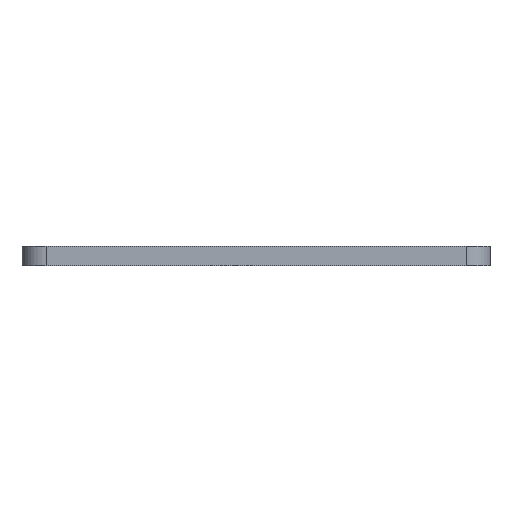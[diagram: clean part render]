
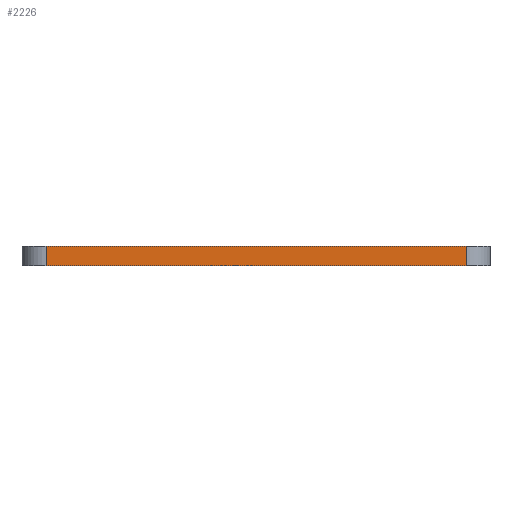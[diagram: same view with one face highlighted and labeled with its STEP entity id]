
A CAD part, front view. The second image highlights one B-rep face of the part: STEP entity #2226.
In plain terms, the highlighted planar face has unit normal (0, -1, 0).
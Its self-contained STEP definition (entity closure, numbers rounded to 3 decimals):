
#84 = PLANE('',#85);
#85 = AXIS2_PLACEMENT_3D('',#86,#87,#88);
#86 = CARTESIAN_POINT('',(120.,-95.,1.6));
#87 = DIRECTION('',(0.,0.,1.));
#88 = DIRECTION('',(1.,0.,-0.));
#139 = PLANE('',#140);
#140 = AXIS2_PLACEMENT_3D('',#141,#142,#143);
#141 = CARTESIAN_POINT('',(120.,-95.,0.));
#142 = DIRECTION('',(0.,0.,1.));
#143 = DIRECTION('',(1.,0.,-0.));
#535 = VERTEX_POINT('',#536);
#536 = CARTESIAN_POINT('',(102.5,-125.,0.));
#551 = CYLINDRICAL_SURFACE('',#552,2.);
#552 = AXIS2_PLACEMENT_3D('',#553,#554,#555);
#553 = CARTESIAN_POINT('',(102.5,-123.,0.));
#554 = DIRECTION('',(-0.,-0.,-1.));
#555 = DIRECTION('',(1.,0.,-0.));
#563 = EDGE_CURVE('',#535,#564,#566,.T.);
#564 = VERTEX_POINT('',#565);
#565 = CARTESIAN_POINT('',(137.5,-125.,0.));
#566 = SURFACE_CURVE('',#567,(#571,#578),.PCURVE_S1.);
#567 = LINE('',#568,#569);
#568 = CARTESIAN_POINT('',(102.5,-125.,0.));
#569 = VECTOR('',#570,1.);
#570 = DIRECTION('',(1.,0.,0.));
#571 = PCURVE('',#139,#572);
#572 = DEFINITIONAL_REPRESENTATION('',(#573),#577);
#573 = LINE('',#574,#575);
#574 = CARTESIAN_POINT('',(-17.5,-30.));
#575 = VECTOR('',#576,1.);
#576 = DIRECTION('',(1.,0.));
#577 = ( GEOMETRIC_REPRESENTATION_CONTEXT(2) 
PARAMETRIC_REPRESENTATION_CONTEXT() REPRESENTATION_CONTEXT('2D SPACE',''
  ) );
#578 = PCURVE('',#579,#584);
#579 = PLANE('',#580);
#580 = AXIS2_PLACEMENT_3D('',#581,#582,#583);
#581 = CARTESIAN_POINT('',(102.5,-125.,0.));
#582 = DIRECTION('',(0.,1.,0.));
#583 = DIRECTION('',(1.,0.,0.));
#584 = DEFINITIONAL_REPRESENTATION('',(#585),#589);
#585 = LINE('',#586,#587);
#586 = CARTESIAN_POINT('',(0.,0.));
#587 = VECTOR('',#588,1.);
#588 = DIRECTION('',(1.,0.));
#589 = ( GEOMETRIC_REPRESENTATION_CONTEXT(2) 
PARAMETRIC_REPRESENTATION_CONTEXT() REPRESENTATION_CONTEXT('2D SPACE',''
  ) );
#608 = CYLINDRICAL_SURFACE('',#609,2.);
#609 = AXIS2_PLACEMENT_3D('',#610,#611,#612);
#610 = CARTESIAN_POINT('',(137.5,-123.,0.));
#611 = DIRECTION('',(-0.,-0.,-1.));
#612 = DIRECTION('',(1.,0.,-0.));
#1455 = VERTEX_POINT('',#1456);
#1456 = CARTESIAN_POINT('',(102.5,-125.,1.6));
#1478 = EDGE_CURVE('',#1455,#1479,#1481,.T.);
#1479 = VERTEX_POINT('',#1480);
#1480 = CARTESIAN_POINT('',(137.5,-125.,1.6));
#1481 = SURFACE_CURVE('',#1482,(#1486,#1493),.PCURVE_S1.);
#1482 = LINE('',#1483,#1484);
#1483 = CARTESIAN_POINT('',(102.5,-125.,1.6));
#1484 = VECTOR('',#1485,1.);
#1485 = DIRECTION('',(1.,0.,0.));
#1486 = PCURVE('',#84,#1487);
#1487 = DEFINITIONAL_REPRESENTATION('',(#1488),#1492);
#1488 = LINE('',#1489,#1490);
#1489 = CARTESIAN_POINT('',(-17.5,-30.));
#1490 = VECTOR('',#1491,1.);
#1491 = DIRECTION('',(1.,0.));
#1492 = ( GEOMETRIC_REPRESENTATION_CONTEXT(2) 
PARAMETRIC_REPRESENTATION_CONTEXT() REPRESENTATION_CONTEXT('2D SPACE',''
  ) );
#1493 = PCURVE('',#579,#1494);
#1494 = DEFINITIONAL_REPRESENTATION('',(#1495),#1499);
#1495 = LINE('',#1496,#1497);
#1496 = CARTESIAN_POINT('',(0.,-1.6));
#1497 = VECTOR('',#1498,1.);
#1498 = DIRECTION('',(1.,0.));
#1499 = ( GEOMETRIC_REPRESENTATION_CONTEXT(2) 
PARAMETRIC_REPRESENTATION_CONTEXT() REPRESENTATION_CONTEXT('2D SPACE',''
  ) );
#2176 = EDGE_CURVE('',#564,#1479,#2177,.T.);
#2177 = SURFACE_CURVE('',#2178,(#2182,#2189),.PCURVE_S1.);
#2178 = LINE('',#2179,#2180);
#2179 = CARTESIAN_POINT('',(137.5,-125.,0.));
#2180 = VECTOR('',#2181,1.);
#2181 = DIRECTION('',(0.,0.,1.));
#2182 = PCURVE('',#608,#2183);
#2183 = DEFINITIONAL_REPRESENTATION('',(#2184),#2188);
#2184 = LINE('',#2185,#2186);
#2185 = CARTESIAN_POINT('',(-4.712,0.));
#2186 = VECTOR('',#2187,1.);
#2187 = DIRECTION('',(-0.,-1.));
#2188 = ( GEOMETRIC_REPRESENTATION_CONTEXT(2) 
PARAMETRIC_REPRESENTATION_CONTEXT() REPRESENTATION_CONTEXT('2D SPACE',''
  ) );
#2189 = PCURVE('',#579,#2190);
#2190 = DEFINITIONAL_REPRESENTATION('',(#2191),#2195);
#2191 = LINE('',#2192,#2193);
#2192 = CARTESIAN_POINT('',(35.,0.));
#2193 = VECTOR('',#2194,1.);
#2194 = DIRECTION('',(0.,-1.));
#2195 = ( GEOMETRIC_REPRESENTATION_CONTEXT(2) 
PARAMETRIC_REPRESENTATION_CONTEXT() REPRESENTATION_CONTEXT('2D SPACE',''
  ) );
#2226 = ADVANCED_FACE('',(#2227),#579,.F.);
#2227 = FACE_BOUND('',#2228,.F.);
#2228 = EDGE_LOOP('',(#2229,#2250,#2251,#2252));
#2229 = ORIENTED_EDGE('',*,*,#2230,.T.);
#2230 = EDGE_CURVE('',#535,#1455,#2231,.T.);
#2231 = SURFACE_CURVE('',#2232,(#2236,#2243),.PCURVE_S1.);
#2232 = LINE('',#2233,#2234);
#2233 = CARTESIAN_POINT('',(102.5,-125.,0.));
#2234 = VECTOR('',#2235,1.);
#2235 = DIRECTION('',(0.,0.,1.));
#2236 = PCURVE('',#579,#2237);
#2237 = DEFINITIONAL_REPRESENTATION('',(#2238),#2242);
#2238 = LINE('',#2239,#2240);
#2239 = CARTESIAN_POINT('',(0.,0.));
#2240 = VECTOR('',#2241,1.);
#2241 = DIRECTION('',(0.,-1.));
#2242 = ( GEOMETRIC_REPRESENTATION_CONTEXT(2) 
PARAMETRIC_REPRESENTATION_CONTEXT() REPRESENTATION_CONTEXT('2D SPACE',''
  ) );
#2243 = PCURVE('',#551,#2244);
#2244 = DEFINITIONAL_REPRESENTATION('',(#2245),#2249);
#2245 = LINE('',#2246,#2247);
#2246 = CARTESIAN_POINT('',(-4.712,0.));
#2247 = VECTOR('',#2248,1.);
#2248 = DIRECTION('',(-0.,-1.));
#2249 = ( GEOMETRIC_REPRESENTATION_CONTEXT(2) 
PARAMETRIC_REPRESENTATION_CONTEXT() REPRESENTATION_CONTEXT('2D SPACE',''
  ) );
#2250 = ORIENTED_EDGE('',*,*,#1478,.T.);
#2251 = ORIENTED_EDGE('',*,*,#2176,.F.);
#2252 = ORIENTED_EDGE('',*,*,#563,.F.);
